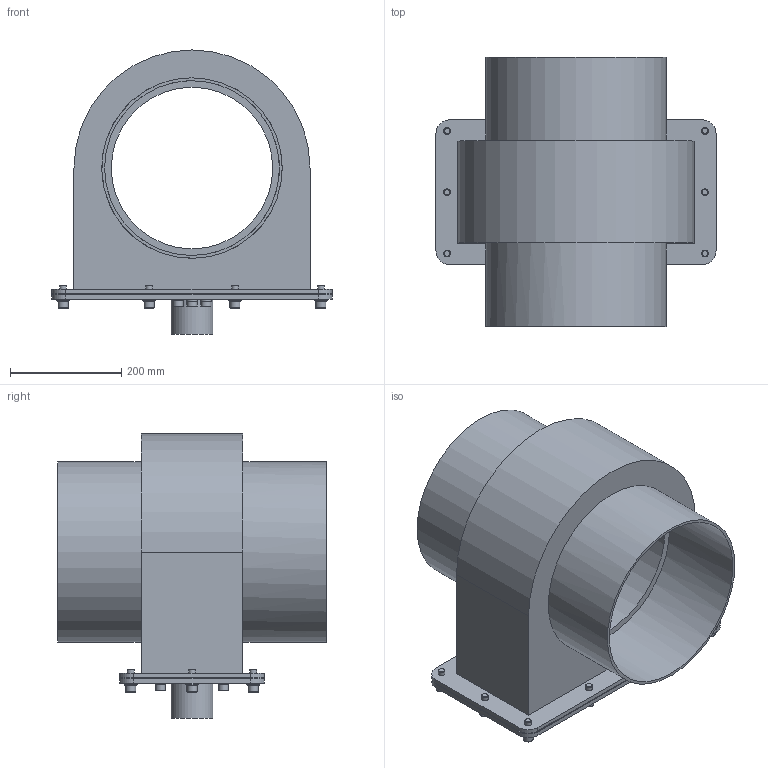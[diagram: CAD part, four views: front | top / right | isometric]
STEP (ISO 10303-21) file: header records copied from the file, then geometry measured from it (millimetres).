
FILE_DESCRIPTION (( 'STEP AP214' ), '1' );
FILE_NAME ('P-089-030-rev-A-M290.STEP', '2025-06-18T07:40:15', ( '' ), ( '' ), 'SwSTEP 2.0', 'SolidWorks 2024', '' );
FILE_SCHEMA (( 'AUTOMOTIVE_DESIGN' ));
Length unit declared in the file: millimetre
Products named in the file (1): P-089-030-rev-A-M290
Bounding box: 503 x 483 x 510 mm (x, y, z)
Volume: 21634029 mm3; surface area: 1413088.8 mm2
Topology: 1 solids, 3 shells, 458 faces, 1002 edges, 614 vertices
Faces by surface type: plane 301, cylinder 89, cone 40, torus 28
Full cylindrical faces by diameter (mm): 12 x12, 12.7 x2, 18 x18, 19 x6, 21.1 x12, 24 x12, 75 x1, 290 x1, 313.9 x2, 323.9 x2
Entity records: 16347 total; most frequent: DIRECTION 2084, CARTESIAN_POINT 1863, ORIENTED_EDGE 1664, EDGE_CURVE 832, AXIS2_PLACEMENT_3D 793, EDGE_LOOP 656, VERTEX_POINT 572, FACE_OUTER_BOUND 546
